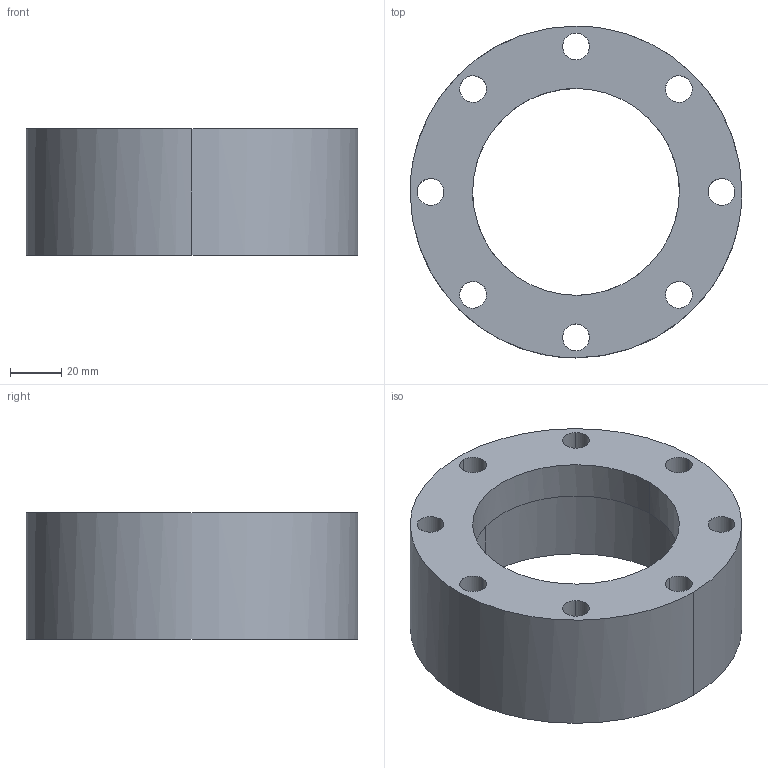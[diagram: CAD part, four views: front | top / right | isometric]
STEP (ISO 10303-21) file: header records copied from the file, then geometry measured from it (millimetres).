
FILE_DESCRIPTION (( 'STEP AP203' ), '1' );
FILE_NAME ('683-06 Brida piston pote centro distribuidor.STEP', '2021-07-20T22:04:28', ( '' ), ( '' ), 'SwSTEP 2.0', 'SolidWorks 2018', '' );
FILE_SCHEMA (( 'CONFIG_CONTROL_DESIGN' ));
Length unit declared in the file: millimetre
Products named in the file (1): 683-06 Brida piston pote centro distribuidor
Bounding box: 130 x 130 x 49.5 mm (x, y, z)
Volume: 274503.7 mm3; surface area: 62817.7 mm2
Topology: 1 solids, 1 shells, 25 faces, 142 edges, 120 vertices
Faces by surface type: bspline 25
Entity records: 2789 total; most frequent: CARTESIAN_POINT 1905, ORIENTED_EDGE 284, EDGE_CURVE 142, B_SPLINE_CURVE_WITH_KNOTS 138, VERTEX_POINT 120, EDGE_LOOP 44, FACE_OUTER_BOUND 25, ADVANCED_FACE 25
